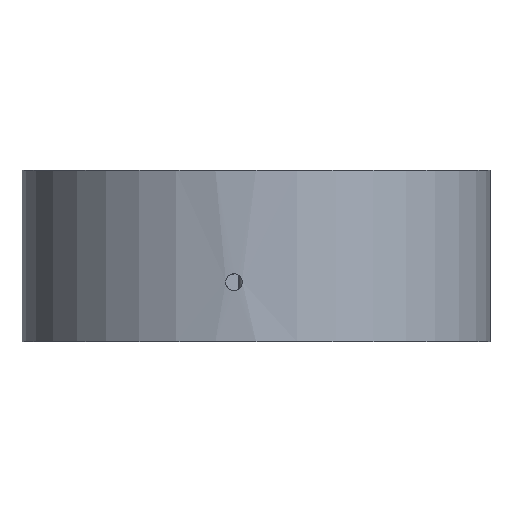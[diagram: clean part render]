
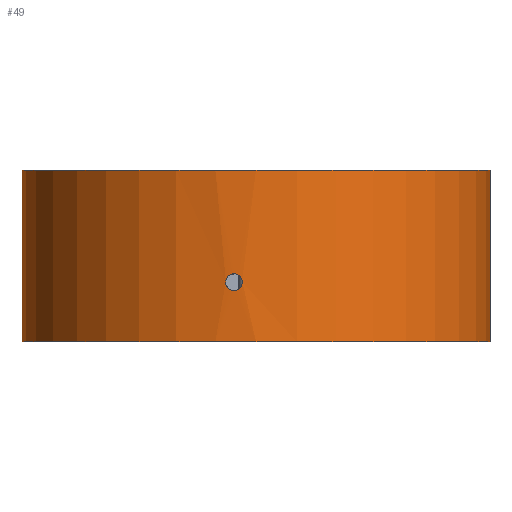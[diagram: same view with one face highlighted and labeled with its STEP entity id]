
A CAD part, front view. The second image highlights one B-rep face of the part: STEP entity #49.
In plain terms, the highlighted cylindrical face has radius 41 mm (diameter 82 mm), a partial arc.
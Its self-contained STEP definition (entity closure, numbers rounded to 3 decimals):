
#6 = CARTESIAN_POINT ( 'NONE',  ( 0., 0., 30. ) ) ;
#14 = DIRECTION ( 'NONE',  ( 0., 0., -1. ) ) ;
#24 = CARTESIAN_POINT ( 'NONE',  ( -2.941, -40.895, 9.216 ) ) ;
#47 = ORIENTED_EDGE ( 'NONE', *, *, #946, .T. ) ;
#49 = ADVANCED_FACE ( 'NONE', ( #1219, #1123 ), #83, .T. ) ;
#61 = CIRCLE ( 'NONE', #666, 41. ) ;
#72 = CARTESIAN_POINT ( 'NONE',  ( -4.044, -40.801, 11.914 ) ) ;
#83 = CYLINDRICAL_SURFACE ( 'NONE', #139, 41. ) ;
#98 = ORIENTED_EDGE ( 'NONE', *, *, #939, .T. ) ;
#106 = CARTESIAN_POINT ( 'NONE',  ( -5.137, -40.677, 9.665 ) ) ;
#109 = DIRECTION ( 'NONE',  ( 1., 0., 0. ) ) ;
#125 = CARTESIAN_POINT ( 'NONE',  ( -4.24, -40.781, 8.954 ) ) ;
#130 = CARTESIAN_POINT ( 'NONE',  ( -4.759, -40.723, 9.22 ) ) ;
#139 = AXIS2_PLACEMENT_3D ( 'NONE', #660, #1098, #189 ) ;
#175 = CARTESIAN_POINT ( 'NONE',  ( -3.103, -40.883, 11.722 ) ) ;
#176 = VERTEX_POINT ( 'NONE', #709 ) ;
#189 = DIRECTION ( 'NONE',  ( -1., 0., 0. ) ) ;
#204 = EDGE_LOOP ( 'NONE', ( #700, #980, #47, #98 ) ) ;
#208 = CARTESIAN_POINT ( 'NONE',  ( -5.136, -40.677, 11.165 ) ) ;
#223 = CARTESIAN_POINT ( 'NONE',  ( 41., 0., 30. ) ) ;
#235 = CARTESIAN_POINT ( 'NONE',  ( -2.561, -40.92, 9.662 ) ) ;
#266 = VERTEX_POINT ( 'NONE', #628 ) ;
#280 = AXIS2_PLACEMENT_3D ( 'NONE', #1024, #560, #1010 ) ;
#342 = CARTESIAN_POINT ( 'NONE',  ( -2.377, -40.931, 10.414 ) ) ;
#360 = CARTESIAN_POINT ( 'NONE',  ( -5.319, -40.653, 10.219 ) ) ;
#365 = CARTESIAN_POINT ( 'NONE',  ( -5.319, -40.653, 10.414 ) ) ;
#372 = DIRECTION ( 'NONE',  ( 0., 0., -1. ) ) ;
#410 = B_SPLINE_CURVE_WITH_KNOTS ( 'NONE', 3,
 ( #976, #748, #1182, #208, #556, #433, #1407, #1415, #72, #648, #637, #175, #413, #890, #755, #1307, #780, #767 ),
 .UNSPECIFIED., .F., .F.,
 ( 4, 2, 2, 2, 2, 2, 2, 2, 4 ),
 ( 0.005, 0.005, 0.006, 0.006, 0.007, 0.008, 0.008, 0.009, 0.009 ),
 .UNSPECIFIED. ) ;
#413 = CARTESIAN_POINT ( 'NONE',  ( -2.94, -40.895, 11.61 ) ) ;
#414 = VERTEX_POINT ( 'NONE', #415 ) ;
#415 = CARTESIAN_POINT ( 'NONE',  ( -41., 0., 30. ) ) ;
#433 = CARTESIAN_POINT ( 'NONE',  ( -4.757, -40.723, 11.609 ) ) ;
#480 = CARTESIAN_POINT ( 'NONE',  ( -2.669, -40.913, 9.495 ) ) ;
#556 = CARTESIAN_POINT ( 'NONE',  ( -5.028, -40.691, 11.331 ) ) ;
#560 = DIRECTION ( 'NONE',  ( 0., 0., 1. ) ) ;
#567 = EDGE_CURVE ( 'NONE', #1411, #176, #1192, .T. ) ;
#586 = CARTESIAN_POINT ( 'NONE',  ( -5.281, -40.659, 10.023 ) ) ;
#624 = ORIENTED_EDGE ( 'NONE', *, *, #1435, .T. ) ;
#628 = CARTESIAN_POINT ( 'NONE',  ( 41., 0., 0. ) ) ;
#637 = CARTESIAN_POINT ( 'NONE',  ( -3.461, -40.854, 11.874 ) ) ;
#648 = CARTESIAN_POINT ( 'NONE',  ( -3.655, -40.837, 11.914 ) ) ;
#660 = CARTESIAN_POINT ( 'NONE',  ( 0., 0., 30. ) ) ;
#666 = AXIS2_PLACEMENT_3D ( 'NONE', #6, #911, #109 ) ;
#691 = CARTESIAN_POINT ( 'NONE',  ( -3.105, -40.883, 9.104 ) ) ;
#700 = ORIENTED_EDGE ( 'NONE', *, *, #1268, .F. ) ;
#709 = CARTESIAN_POINT ( 'NONE',  ( -5.319, -40.653, 10.414 ) ) ;
#748 = CARTESIAN_POINT ( 'NONE',  ( -5.319, -40.653, 10.608 ) ) ;
#755 = CARTESIAN_POINT ( 'NONE',  ( -2.56, -40.92, 11.164 ) ) ;
#767 = CARTESIAN_POINT ( 'NONE',  ( -2.377, -40.931, 10.414 ) ) ;
#780 = CARTESIAN_POINT ( 'NONE',  ( -2.377, -40.931, 10.609 ) ) ;
#787 = CARTESIAN_POINT ( 'NONE',  ( -41., 0., 30. ) ) ;
#826 = CARTESIAN_POINT ( 'NONE',  ( 41., 0., 30. ) ) ;
#862 = ORIENTED_EDGE ( 'NONE', *, *, #567, .T. ) ;
#867 = EDGE_LOOP ( 'NONE', ( #862, #624 ) ) ;
#872 = CARTESIAN_POINT ( 'NONE',  ( -2.377, -40.931, 10.414 ) ) ;
#890 = CARTESIAN_POINT ( 'NONE',  ( -2.668, -40.913, 11.33 ) ) ;
#909 = CARTESIAN_POINT ( 'NONE',  ( -41., 0., 0. ) ) ;
#911 = DIRECTION ( 'NONE',  ( 0., 0., 1. ) ) ;
#914 = CARTESIAN_POINT ( 'NONE',  ( -2.415, -40.929, 10.024 ) ) ;
#930 = CARTESIAN_POINT ( 'NONE',  ( -4.046, -40.8, 8.914 ) ) ;
#931 = CIRCLE ( 'NONE', #280, 41. ) ;
#936 = CARTESIAN_POINT ( 'NONE',  ( -4.596, -40.742, 9.107 ) ) ;
#939 = EDGE_CURVE ( 'NONE', #1170, #266, #931, .T. ) ;
#946 = EDGE_CURVE ( 'NONE', #414, #1170, #1221, .T. ) ;
#957 = EDGE_CURVE ( 'NONE', #414, #1027, #61, .T. ) ;
#976 = CARTESIAN_POINT ( 'NONE',  ( -5.319, -40.653, 10.414 ) ) ;
#980 = ORIENTED_EDGE ( 'NONE', *, *, #957, .F. ) ;
#1010 = DIRECTION ( 'NONE',  ( 1., 0., 0. ) ) ;
#1022 = CARTESIAN_POINT ( 'NONE',  ( -3.463, -40.854, 8.953 ) ) ;
#1024 = CARTESIAN_POINT ( 'NONE',  ( 0., 0., 0. ) ) ;
#1027 = VERTEX_POINT ( 'NONE', #223 ) ;
#1098 = DIRECTION ( 'NONE',  ( 0., 0., -1. ) ) ;
#1108 = VECTOR ( 'NONE', #14, 1000. ) ;
#1123 = FACE_BOUND ( 'NONE', #867, .T. ) ;
#1129 = CARTESIAN_POINT ( 'NONE',  ( -2.377, -40.931, 10.218 ) ) ;
#1170 = VERTEX_POINT ( 'NONE', #909 ) ;
#1182 = CARTESIAN_POINT ( 'NONE',  ( -5.282, -40.658, 10.803 ) ) ;
#1192 = B_SPLINE_CURVE_WITH_KNOTS ( 'NONE', 3,
 ( #342, #1129, #914, #235, #480, #24, #691, #1022, #1448, #930, #125, #936, #130, #1362, #106, #586, #360, #365 ),
 .UNSPECIFIED., .F., .F.,
 ( 4, 2, 2, 2, 2, 2, 2, 2, 4 ),
 ( 0., 0.001, 0.001, 0.002, 0.002, 0.003, 0.004, 0.004, 0.005 ),
 .UNSPECIFIED. ) ;
#1219 = FACE_OUTER_BOUND ( 'NONE', #204, .T. ) ;
#1221 = LINE ( 'NONE', #787, #1108 ) ;
#1268 = EDGE_CURVE ( 'NONE', #1027, #266, #1374, .T. ) ;
#1307 = CARTESIAN_POINT ( 'NONE',  ( -2.414, -40.929, 10.802 ) ) ;
#1362 = CARTESIAN_POINT ( 'NONE',  ( -5.03, -40.691, 9.499 ) ) ;
#1374 = LINE ( 'NONE', #826, #1382 ) ;
#1382 = VECTOR ( 'NONE', #372, 1000. ) ;
#1407 = CARTESIAN_POINT ( 'NONE',  ( -4.594, -40.742, 11.722 ) ) ;
#1411 = VERTEX_POINT ( 'NONE', #872 ) ;
#1415 = CARTESIAN_POINT ( 'NONE',  ( -4.237, -40.781, 11.874 ) ) ;
#1435 = EDGE_CURVE ( 'NONE', #176, #1411, #410, .T. ) ;
#1448 = CARTESIAN_POINT ( 'NONE',  ( -3.657, -40.837, 8.913 ) ) ;
